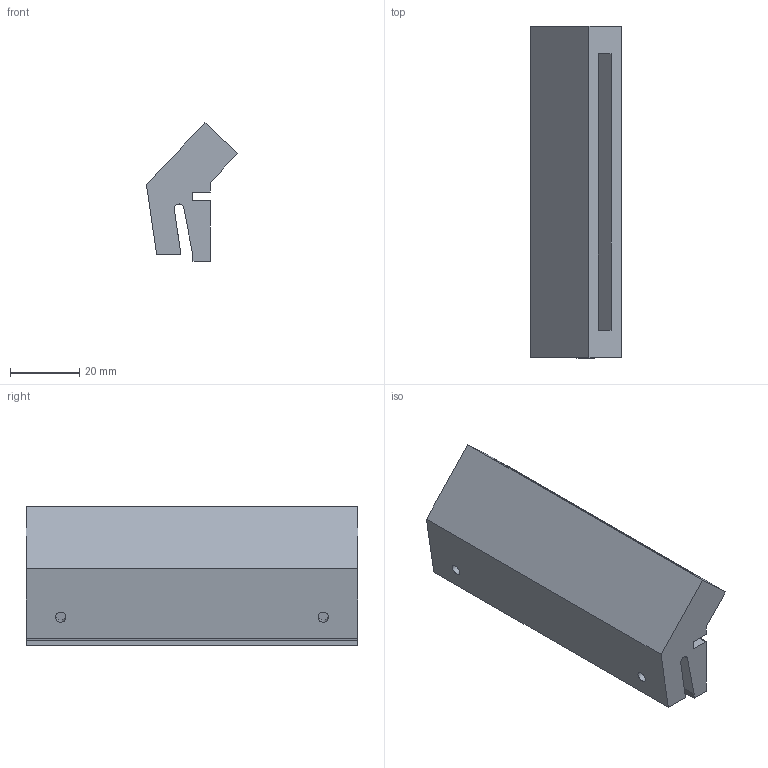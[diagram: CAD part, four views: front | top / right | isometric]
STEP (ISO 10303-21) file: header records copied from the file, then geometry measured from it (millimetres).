
FILE_DESCRIPTION(/* description */ (''),/* implementation_level */ '2;1');
FILE_NAME(/* name */ 'ClampCameras1to4FINAL.step',/* time_stamp */ '2024-11-13T12:26:24+01:00',/* author */ (''),/* organization */ (''),/* preprocessor_version */ 'ST-DEVELOPER v20',/* originating_system */ 'Autodesk Translation Framework v13.20.0.188',/* authorisation */ '');
FILE_SCHEMA (('AUTOMOTIVE_DESIGN { 1 0 10303 214 3 1 1 }'));
Length unit declared in the file: millimetre
Products named in the file (1): Clamp
Bounding box: 26.4 x 96 x 40.11 mm (x, y, z)
Volume: 47722.1 mm3; surface area: 16980.4 mm2
Topology: 1 solids, 1 shells, 40 faces, 105 edges, 70 vertices
Faces by surface type: plane 37, cylinder 3
Full cylindrical faces by diameter (mm): 3 x2
Entity records: 1256 total; most frequent: CARTESIAN_POINT 216, ORIENTED_EDGE 210, DIRECTION 193, EDGE_CURVE 105, LINE 99, VECTOR 99, VERTEX_POINT 70, EDGE_LOOP 47
